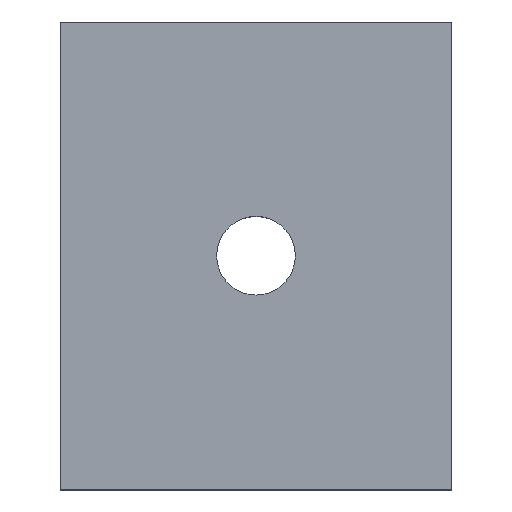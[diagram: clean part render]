
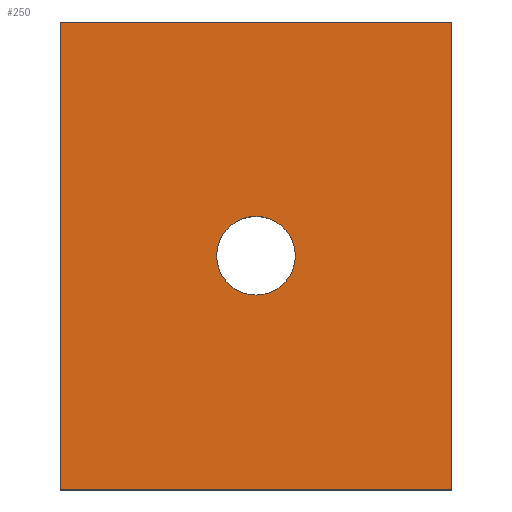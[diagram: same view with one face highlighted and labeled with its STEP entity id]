
A CAD part, top view. The second image highlights one B-rep face of the part: STEP entity #250.
In plain terms, the highlighted planar face has unit normal (0, 0, 1).
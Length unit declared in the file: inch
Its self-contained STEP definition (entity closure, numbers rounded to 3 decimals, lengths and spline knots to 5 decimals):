
#17=FACE_BOUND('',#39,.T.);
#20=CIRCLE('',#287,0.06693);
#23=FACE_OUTER_BOUND('',#38,.T.);
#38=EDGE_LOOP('',(#180,#181,#182,#183));
#39=EDGE_LOOP('',(#184));
#59=LINE('',#388,#90);
#60=LINE('',#390,#91);
#61=LINE('',#392,#92);
#62=LINE('',#393,#93);
#90=VECTOR('',#319,0.3937);
#91=VECTOR('',#320,0.3937);
#92=VECTOR('',#321,0.3937);
#93=VECTOR('',#322,0.3937);
#121=VERTEX_POINT('',#382);
#122=VERTEX_POINT('',#386);
#123=VERTEX_POINT('',#387);
#124=VERTEX_POINT('',#389);
#125=VERTEX_POINT('',#391);
#143=EDGE_CURVE('',#121,#121,#20,.T.);
#145=EDGE_CURVE('',#122,#123,#59,.T.);
#146=EDGE_CURVE('',#123,#124,#60,.T.);
#147=EDGE_CURVE('',#124,#125,#61,.T.);
#148=EDGE_CURVE('',#125,#122,#62,.T.);
#180=ORIENTED_EDGE('',*,*,#145,.T.);
#181=ORIENTED_EDGE('',*,*,#146,.T.);
#182=ORIENTED_EDGE('',*,*,#147,.T.);
#183=ORIENTED_EDGE('',*,*,#148,.T.);
#184=ORIENTED_EDGE('',*,*,#143,.T.);
#236=PLANE('',#288);
#250=ADVANCED_FACE('',(#23,#17),#236,.T.);
#287=AXIS2_PLACEMENT_3D('',#383,#314,#315);
#288=AXIS2_PLACEMENT_3D('',#385,#317,#318);
#314=DIRECTION('center_axis',(0.,0.,-1.));
#315=DIRECTION('ref_axis',(-1.,0.,0.));
#317=DIRECTION('center_axis',(0.,0.,1.));
#318=DIRECTION('ref_axis',(1.,0.,0.));
#319=DIRECTION('',(1.,0.,0.));
#320=DIRECTION('',(0.,1.,0.));
#321=DIRECTION('',(-1.,0.,0.));
#322=DIRECTION('',(0.,-1.,0.));
#382=CARTESIAN_POINT('',(0.06693,0.,0.11811));
#383=CARTESIAN_POINT('Origin',(0.,0.,0.11811));
#385=CARTESIAN_POINT('Origin',(0.,0.,
0.11811));
#386=CARTESIAN_POINT('',(-0.33324,-0.39764,0.11811));
#387=CARTESIAN_POINT('',(0.33324,-0.39764,0.11811));
#388=CARTESIAN_POINT('',(-0.33324,-0.39764,0.11811));
#389=CARTESIAN_POINT('',(0.33324,0.39764,0.11811));
#390=CARTESIAN_POINT('',(0.33324,-0.39764,0.11811));
#391=CARTESIAN_POINT('',(-0.33324,0.39764,0.11811));
#392=CARTESIAN_POINT('',(0.33324,0.39764,0.11811));
#393=CARTESIAN_POINT('',(-0.33324,0.39764,0.11811));
